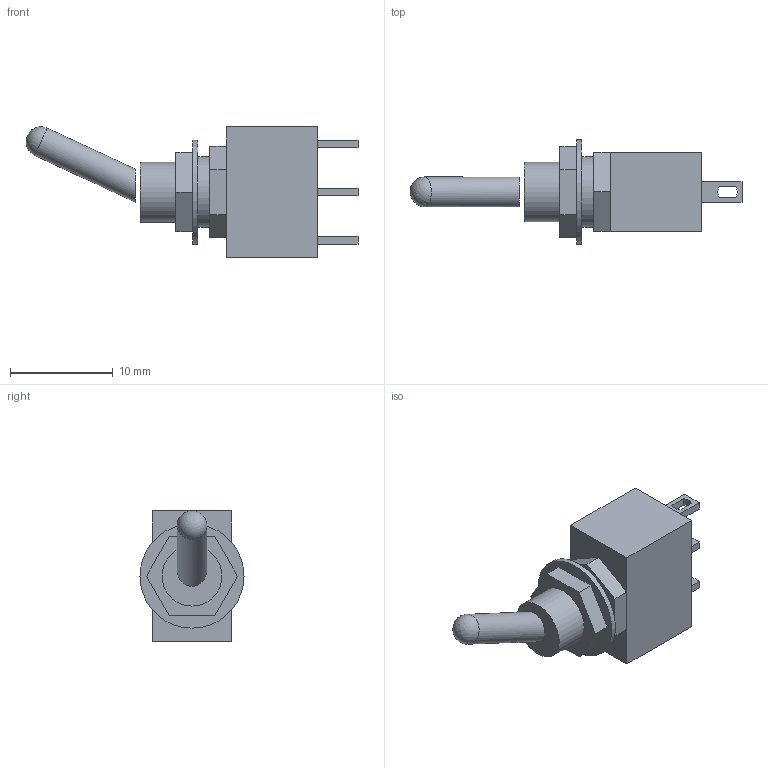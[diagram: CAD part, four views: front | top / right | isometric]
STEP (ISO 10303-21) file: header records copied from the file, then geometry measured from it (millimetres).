
FILE_DESCRIPTION(/* description */ ('STEP AP214'),/* implementation_level */ '2;1');
FILE_NAME(/* name */ 'Small Toggle Switch.stp',/* time_stamp */ '2017-05-16T08:43:56-07:00',/* author */ ('169955'),/* organization */ (''),/* preprocessor_version */ 'ST-DEVELOPER v16.1',/* originating_system */ 'Autodesk Inventor 2016',/* authorisation */ '');
FILE_SCHEMA (('AUTOMOTIVE_DESIGN { 1 0 10303 214 3 1 1 }'));
Length unit declared in the file: inch
Products named in the file (1): Small Toggle Switch
Bounding box: 32.39 x 10.16 x 12.71 mm (x, y, z)
Volume: 1307.8 mm3; surface area: 1021 mm2
Topology: 2 solids, 2 shells, 56 faces, 136 edges, 91 vertices
Faces by surface type: plane 45, cylinder 10, sphere 1
Full cylindrical faces by diameter (mm): 2.92 x1, 5.842 x1, 6.86 x1, 10.16 x1
Entity records: 1655 total; most frequent: CARTESIAN_POINT 273, DIRECTION 262, ORIENTED_EDGE 256, EDGE_CURVE 128, LINE 108, VECTOR 108, VERTEX_POINT 88, AXIS2_PLACEMENT_3D 77
